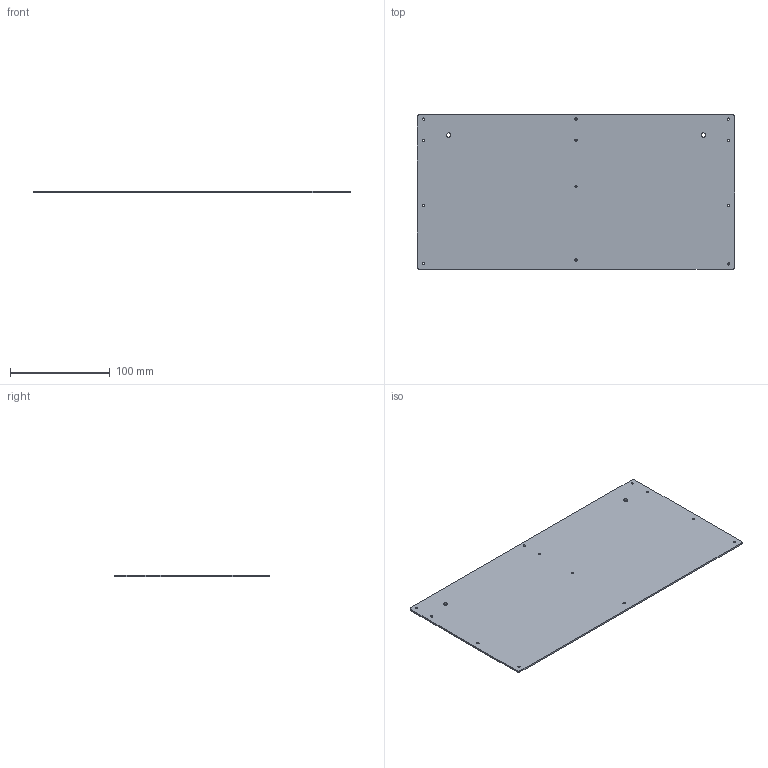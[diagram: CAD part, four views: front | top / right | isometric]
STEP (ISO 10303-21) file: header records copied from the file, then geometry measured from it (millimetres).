
FILE_DESCRIPTION(('KiCad electronic assembly'),'2;1');
FILE_NAME('bottom-r1.step','2023-04-12T11:11:39',('Pcbnew'),('Kicad'), 'Open CASCADE STEP processor 7.5','KiCad to STEP converter','Unknown' );
FILE_SCHEMA(('AUTOMOTIVE_DESIGN { 1 0 10303 214 1 1 1 1 }'));
Length unit declared in the file: millimetre
Products named in the file (2): bottom-r1 1; bottom-r1 PCB
Assembly tree (1 placements, depth 2):
  bottom-r1 1
    bottom-r1 PCB
Bounding box: 317.28 x 154.78 x 1.6 mm (x, y, z)
Volume: 78445 mm3; surface area: 99737.1 mm2
Topology: 1 solids, 1 shells, 29 faces, 81 edges, 54 vertices
Faces by surface type: cylinder 18, plane 11
Full cylindrical faces by diameter (mm): 2.2 x12, 4.3 x2
Entity records: 2107 total; most frequent: DIRECTION 341, CARTESIAN_POINT 328, LINE 171, VECTOR 171, ORIENTED_EDGE 162, PCURVE 162, DEFINITIONAL_REPRESENTATION 162, EDGE_CURVE 81
